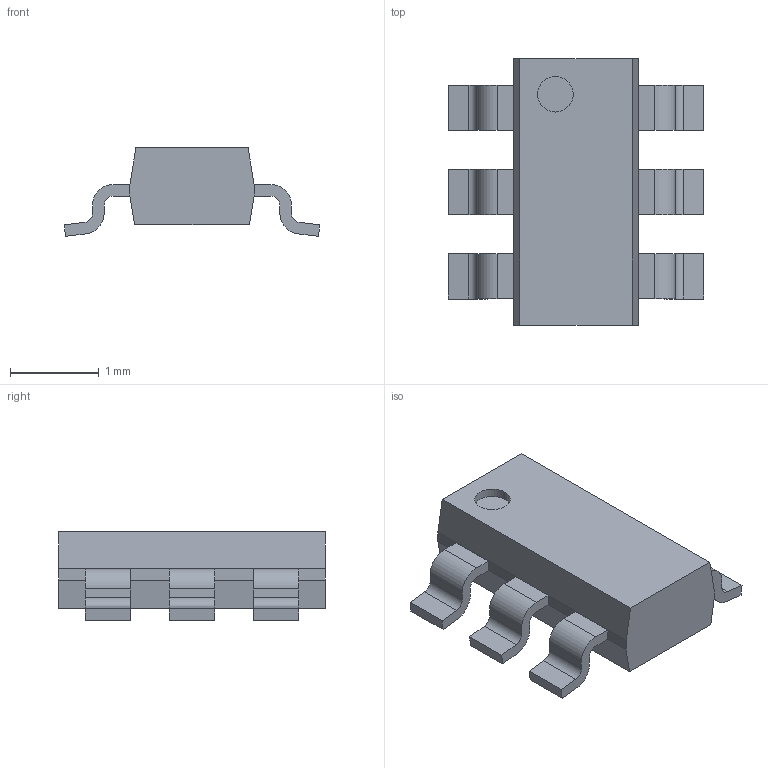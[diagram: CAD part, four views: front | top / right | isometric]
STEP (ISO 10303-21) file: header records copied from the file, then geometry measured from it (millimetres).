
FILE_DESCRIPTION((''),'2;1');
FILE_NAME('SOT95P285X100-6N.stp','2010-03-30T12:04:49',(''),(''),'Mechanical Desktop 2010','Mechanical Desktop 2010',', , ');
FILE_SCHEMA(('AUTOMOTIVE_DESIGN { 1 2 10303 214 1 1 1 1 }'));
Length unit declared in the file: millimetre
Products named in the file (1): Product
Bounding box: 2.88 x 3 x 1 mm (x, y, z)
Volume: 3.9 mm3; surface area: 24 mm2
Topology: 7 solids, 7 shells, 97 faces, 246 edges, 164 vertices
Faces by surface type: plane 56, bspline 27, cylinder 14
Entity records: 3114 total; most frequent: CARTESIAN_POINT 757, ORIENTED_EDGE 492, DIRECTION 440, EDGE_CURVE 246, VECTOR 194, LINE 194, VERTEX_POINT 164, AXIS2_PLACEMENT_3D 123
